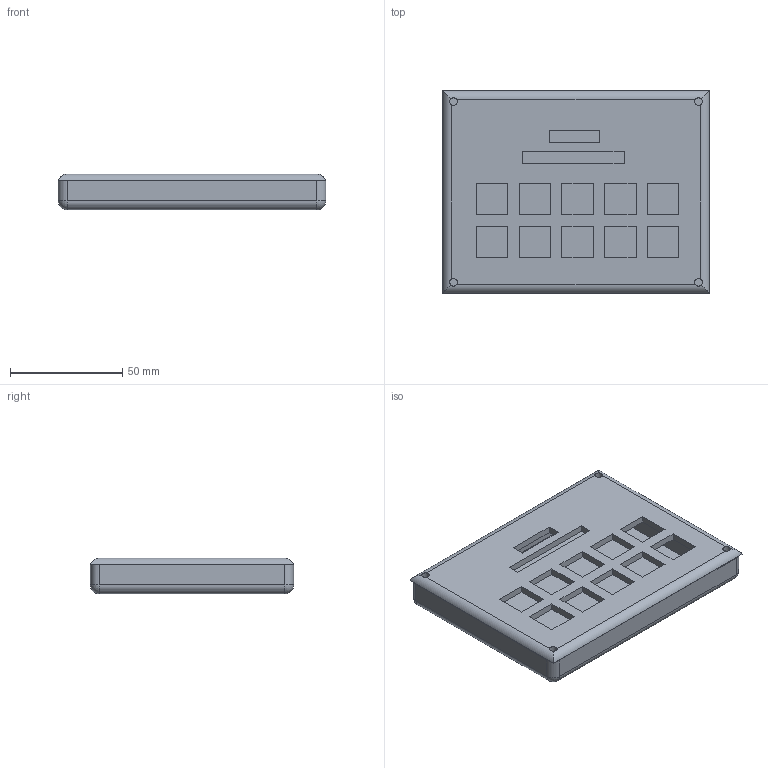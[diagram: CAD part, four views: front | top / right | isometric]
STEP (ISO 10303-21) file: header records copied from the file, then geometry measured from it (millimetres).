
FILE_DESCRIPTION(/* description */ ('STEP AP242','CAx-IF Rec.Pracs.---Representation and Presentation of Product Manufacturing Information (PMI)---4.0---2014-10-13','CAx-IF Rec.Pracs.---3D Tessellated Geometry---0.4---2014-09-14','2;1'),/* implementation_level */ '2;1');
FILE_NAME(/* name */ '6865dc06ea6e7c2ed83bd8ec',/* time_stamp */ '2025-07-03T01:25:26Z',/* author */ (''),/* organization */ (''),/* preprocessor_version */ 'ST-DEVELOPER v20',/* originating_system */ 'ONSHAPE BY PTC INC, 1.200',/* authorisation */ ' ');
FILE_SCHEMA (('AP242_MANAGED_MODEL_BASED_3D_ENGINEERING_MIM_LF { 1 0 10303 442 1 1 4 }'));
Length unit declared in the file: metre
Products named in the file (2): Part 1; Part 2
Bounding box: 119 x 90.4 x 16 mm (x, y, z)
Volume: 92210.2 mm3; surface area: 49162.5 mm2
Topology: 2 solids, 2 shells, 89 faces, 244 edges, 156 vertices
Faces by surface type: plane 65, cylinder 20, sphere 4
Full cylindrical faces by diameter (mm): 3.4 x8
Entity records: 2806 total; most frequent: CARTESIAN_POINT 503, ORIENTED_EDGE 456, DIRECTION 438, EDGE_CURVE 228, LINE 184, VECTOR 184, VERTEX_POINT 152, EDGE_LOOP 130
